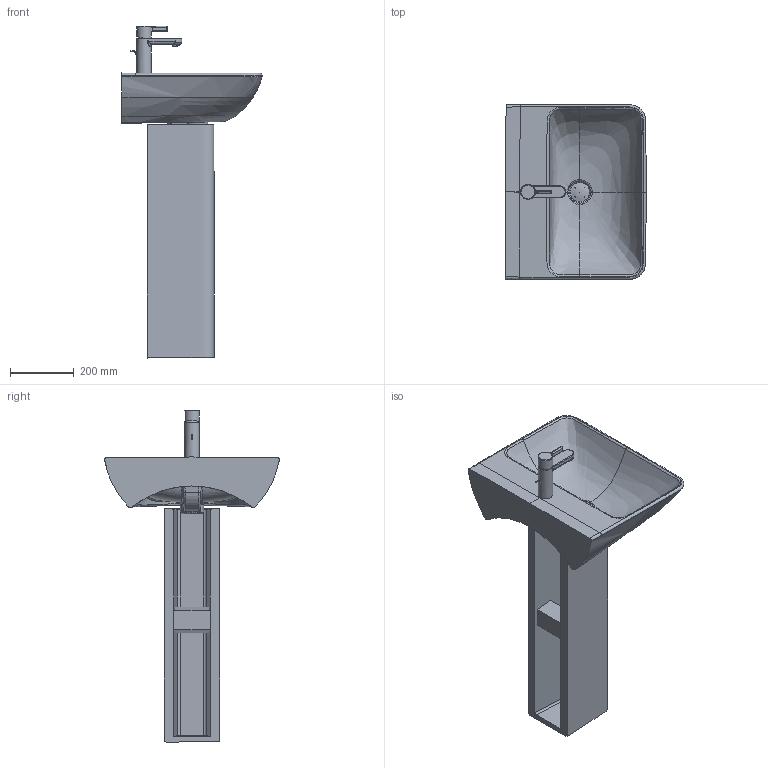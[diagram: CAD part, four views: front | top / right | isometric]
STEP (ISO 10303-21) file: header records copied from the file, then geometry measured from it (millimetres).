
FILE_DESCRIPTION((''),'2;1');
FILE_NAME('233555_2.stp','2015-11-06T14:05:00',('Administrator'),(''),'Autodesk Inventor 2011','Autodesk Inventor 2011','');
FILE_SCHEMA(('CONFIG_CONTROL_DESIGN'));
Length unit declared in the file: millimetre
Products named in the file (11): 233555_2; 233555; 085839; Armatur Durastyle Waschtisch; Fassung Sieb; Griff; Gehäuse; Hebel_Ventil; Gleitring; Kelch; Stopfen
Assembly tree (10 placements, depth 3):
  233555_2
    233555
    085839
    Armatur Durastyle Waschtisch
      Fassung Sieb
      Griff
      Gehäuse
      Hebel_Ventil
      Gleitring
    Kelch
    Stopfen
Bounding box: 440.16 x 549.99 x 1042.35 mm (x, y, z)
Volume: 21798854.9 mm3; surface area: 1784177.3 mm2
Topology: 8 solids, 10 shells, 301 faces, 730 edges, 441 vertices
Faces by surface type: bspline 115, plane 81, cylinder 74, torus 18, sphere 7, cone 6
Full cylindrical faces by diameter (mm): 4 x2, 20.15 x1, 21.15 x1, 23.15 x1, 35 x1, 42 x1, 44 x1, 46 x2, 46.21 x1, 60 x1
Entity records: 92038 total; most frequent: CARTESIAN_POINT 85188, ORIENTED_EDGE 1378, DIRECTION 1130, EDGE_CURVE 691, AXIS2_PLACEMENT_3D 452, VERTEX_POINT 431, EDGE_LOOP 354, FACE_OUTER_BOUND 300
